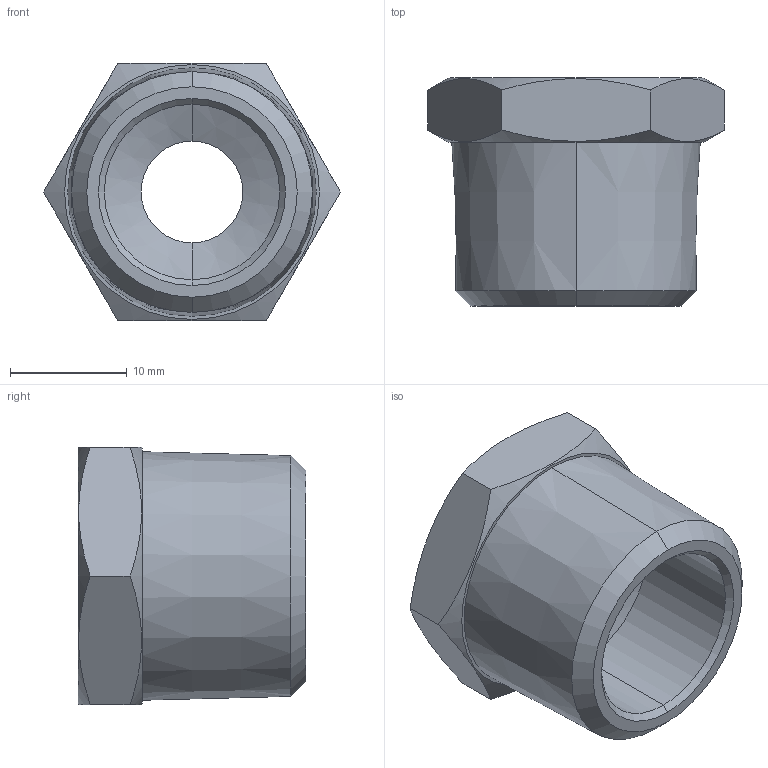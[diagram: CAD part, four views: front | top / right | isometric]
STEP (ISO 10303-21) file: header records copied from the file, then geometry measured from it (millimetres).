
FILE_DESCRIPTION(( 'RX.14.12.18HP.STEP' ), '1');
FILE_NAME( 'RX.14.12.18HP.STEP', '2018-10-10T12:03:41',( 'Sopra'),('sopra-pneumatic.com'), 'SwSTEP 2.0','SolidWorks 2009','' );
FILE_SCHEMA (( 'CONFIG_CONTROL_DESIGN' ));
Length unit declared in the file: millimetre
Products named in the file (1): X5040104
Bounding box: 25.4 x 19.5 x 22 mm (x, y, z)
Volume: 4611.6 mm3; surface area: 2618.9 mm2
Topology: 1 solids, 1 shells, 27 faces, 62 edges, 38 vertices
Faces by surface type: cone 14, plane 9, cylinder 4
Entity records: 943 total; most frequent: CARTESIAN_POINT 264, DIRECTION 124, ORIENTED_EDGE 124, EDGE_CURVE 62, AXIS2_PLACEMENT_3D 50, VERTEX_POINT 38, EDGE_LOOP 30, FACE_OUTER_BOUND 27
